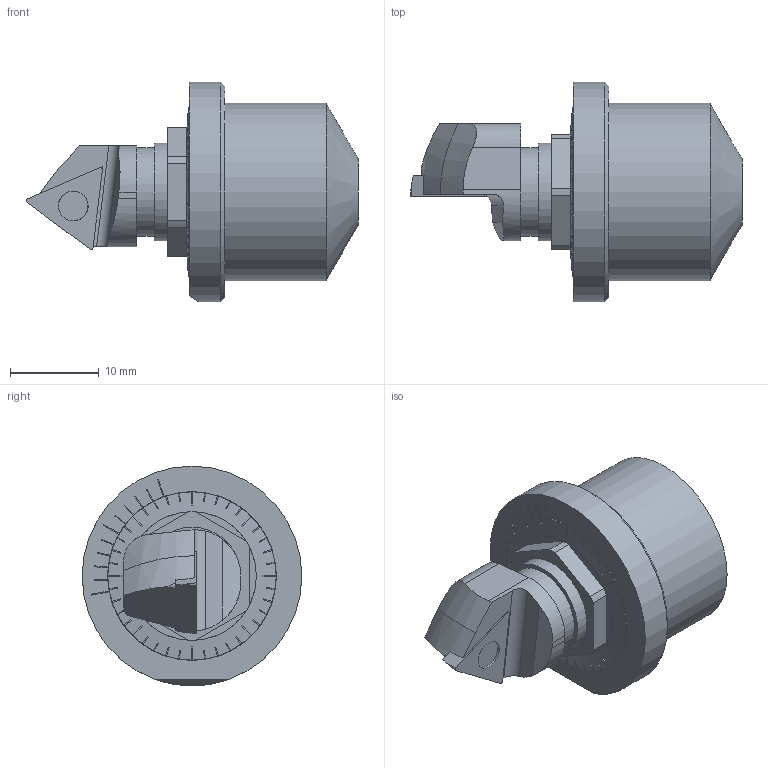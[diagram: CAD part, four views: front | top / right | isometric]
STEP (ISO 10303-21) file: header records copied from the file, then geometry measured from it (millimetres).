
FILE_DESCRIPTION(/* description */ (''),/* implementation_level */ '2;1');
FILE_NAME(/* name */ '1572852954487.stp',/* time_stamp */ '2019-11-04T08:36:02+01:00',/* author */ (''),/* organization */ ('SMS'),/* preprocessor_version */ 'ST-DEVELOPER v16.7',/* originating_system */ 'SIEMENS PLM Software NX 12.0',/* authorisation */ '');
FILE_SCHEMA (('AUTOMOTIVE_DESIGN { 1 0 10303 214 3 1 1 1 }'));
Length unit declared in the file: millimetre
Products named in the file (7): ASSEMBLY_CONSTRUCTION; IsoTurningInsert; 202623535mod000_00; 202305476mod000_00; 202623538mod000_00; 202623537mod000_00; 202623534mod000_00
Assembly tree (6 placements, depth 3):
  202623534mod000_00
    202623537mod000_00
      202623535mod000_00
      IsoTurningInsert
      ASSEMBLY_CONSTRUCTION
    202623538mod000_00
    202305476mod000_00
Bounding box: 37.41 x 24.75 x 24.75 mm (x, y, z)
Volume: 7242.6 mm3; surface area: 4109.7 mm2
Topology: 3 solids, 3 shells, 274 faces, 783 edges, 529 vertices
Faces by surface type: plane 243, cylinder 19, cone 8, torus 4
Full cylindrical faces by diameter (mm): 2.5 x2, 6 x1, 6.008 x1, 10 x1, 11 x2, 14.5 x1, 18.974 x1, 19.993 x1, 24.75 x1
Entity records: 9249 total; most frequent: CARTESIAN_POINT 2062, ORIENTED_EDGE 1498, DIRECTION 1366, EDGE_CURVE 749, VERTEX_POINT 508, LINE 462, VECTOR 462, AXIS2_PLACEMENT_3D 452
